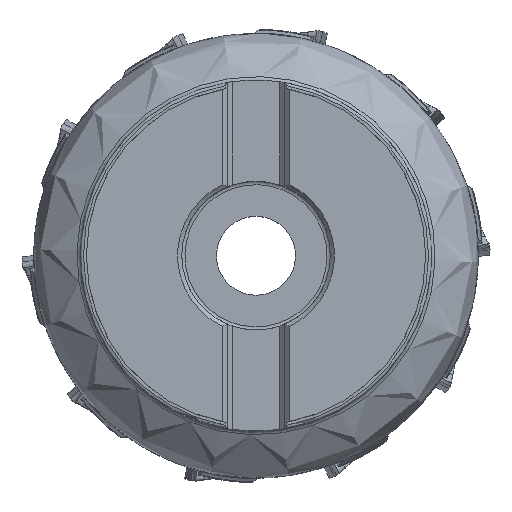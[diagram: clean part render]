
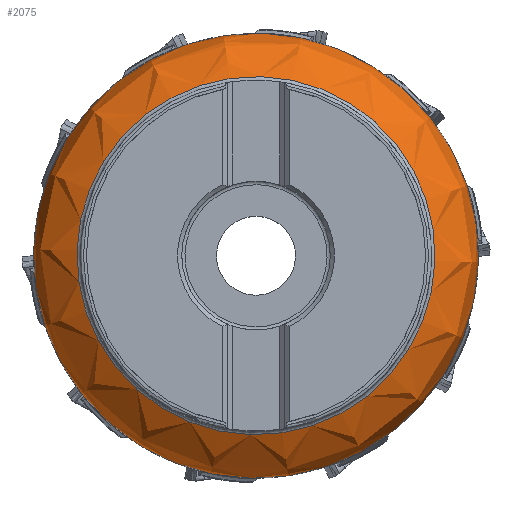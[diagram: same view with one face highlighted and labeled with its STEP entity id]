
A CAD part, top view. The second image highlights one B-rep face of the part: STEP entity #2075.
In plain terms, the highlighted face is a revolution surface.
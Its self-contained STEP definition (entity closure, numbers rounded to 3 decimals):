
#340=SURFACE_OF_REVOLUTION('',#4363,#341);
#341=AXIS1_PLACEMENT('',#18925,#13859);
#409=FACE_BOUND('',#3455,.T.);
#410=FACE_BOUND('',#3456,.T.);
#2075=ADVANCED_FACE('CN_SU3',(#409,#410),#340,.T.);
#3455=EDGE_LOOP('',(#5574));
#3456=EDGE_LOOP('',(#5575));
#4363=B_SPLINE_CURVE_WITH_KNOTS('',3,(#18921,#18922,#18923,#18924),
 .UNSPECIFIED.,.F.,.F.,(4,4),(0.,1.),.UNSPECIFIED.);
#4792=CIRCLE('',#12082,38.);
#4871=CIRCLE('',#12286,30.615);
#5574=ORIENTED_EDGE('',*,*,#9828,.F.);
#5575=ORIENTED_EDGE('',*,*,#10122,.T.);
#8665=VERTEX_POINT('',#17247);
#8881=VERTEX_POINT('',#18919);
#9828=EDGE_CURVE('',#8665,#8665,#4792,.T.);
#10122=EDGE_CURVE('',#8881,#8881,#4871,.T.);
#12082=AXIS2_PLACEMENT_3D('',#17246,#13434,#13435);
#12286=AXIS2_PLACEMENT_3D('',#18918,#13855,#13856);
#13434=DIRECTION('',(0.,0.,-1.));
#13435=DIRECTION('',(-0.145,0.989,0.));
#13855=DIRECTION('',(0.,0.,-1.));
#13856=DIRECTION('',(-0.145,0.989,0.));
#13859=DIRECTION('',(0.,0.,-1.));
#17246=CARTESIAN_POINT('',(0.,0.,
-26.));
#17247=CARTESIAN_POINT('',(-5.513,37.598,-26.));
#18918=CARTESIAN_POINT('',(0.,0.,
-16.923));
#18919=CARTESIAN_POINT('',(-4.442,30.291,-16.923));
#18921=CARTESIAN_POINT('',(-30.615,0.,-16.923));
#18922=CARTESIAN_POINT('',(-36.698,0.,-19.458));
#18923=CARTESIAN_POINT('',(-38.,0.,-21.853));
#18924=CARTESIAN_POINT('',(-38.,0.,-26.));
#18925=CARTESIAN_POINT('',(0.,0.,
14.891));
